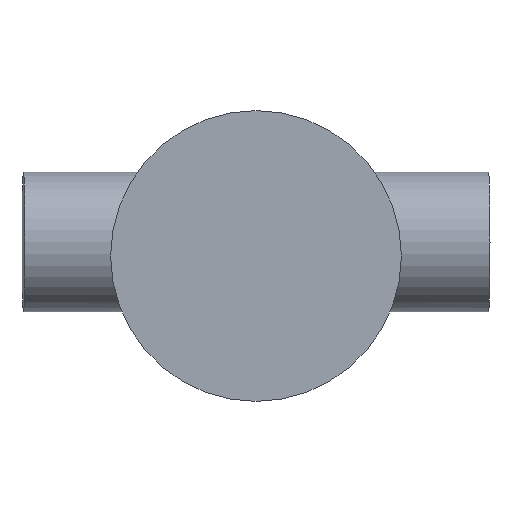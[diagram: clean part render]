
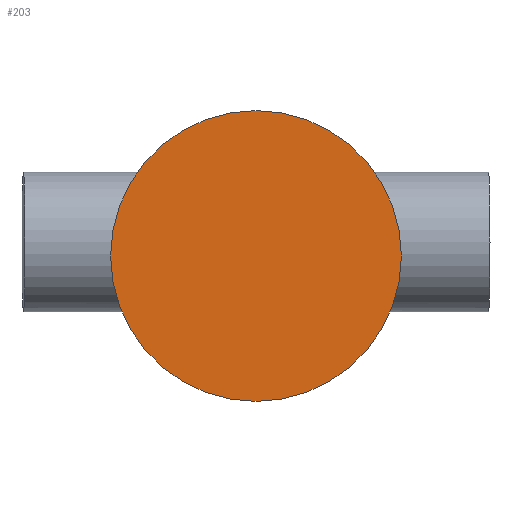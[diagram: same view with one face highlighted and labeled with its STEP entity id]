
A CAD part, front view. The second image highlights one B-rep face of the part: STEP entity #203.
In plain terms, the highlighted planar face has unit normal (0, -1, 0).
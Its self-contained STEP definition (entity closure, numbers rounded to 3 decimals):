
#5=CARTESIAN_POINT('',(0.,0.,0.));
#6=DIRECTION('',(0.,-1.,0.));
#7=DIRECTION('',(1.,0.,0.));
#8=AXIS2_PLACEMENT_3D('',#5,#6,#7);
#14=CARTESIAN_POINT('',(0.,0.,0.));
#15=DIRECTION('',(0.,1.,0.));
#16=DIRECTION('',(1.,0.,0.));
#17=AXIS2_PLACEMENT_3D('',#14,#15,#16);
#150=CARTESIAN_POINT('',(125.,0.,0.));
#152=VERTEX_POINT('',#150);
#154=CARTESIAN_POINT('',(-125.,0.,0.));
#156=VERTEX_POINT('',#154);
#192=CARTESIAN_POINT('',(0.,0.,0.));
#193=DIRECTION('',(0.,1.,0.));
#194=DIRECTION('',(1.,0.,0.));
#195=AXIS2_PLACEMENT_3D('',#192,#193,#194);
#196=PLANE('',#195);
#198=ORIENTED_EDGE('',*,*,#197,.F.);
#200=ORIENTED_EDGE('',*,*,#199,.T.);
#201=EDGE_LOOP('',(#198,#200));
#202=FACE_OUTER_BOUND('',#201,.F.);
#203=ADVANCED_FACE('',(#202),#196,.F.);
#9=CIRCLE('',#8,125.);
#18=CIRCLE('',#17,125.);
#197=EDGE_CURVE('',#152,#156,#9,.T.);
#199=EDGE_CURVE('',#152,#156,#18,.T.);
